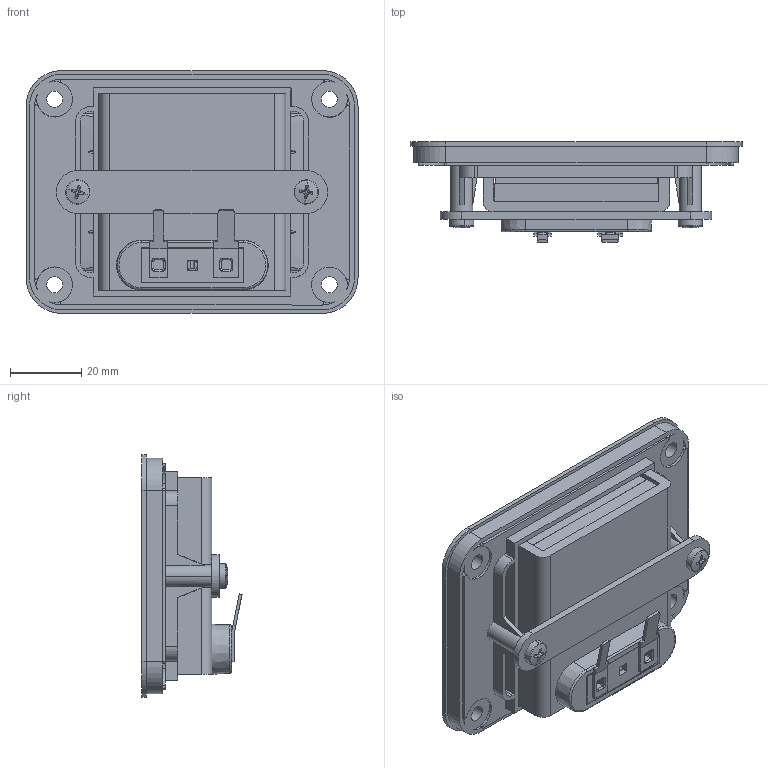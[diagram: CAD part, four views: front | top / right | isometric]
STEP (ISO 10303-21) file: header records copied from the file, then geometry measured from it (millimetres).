
FILE_DESCRIPTION (( 'STEP AP203' ), '1' );
FILE_NAME ('AMT2838-541A-3D.STEP', '2023-11-08T06:15:32', ( '' ), ( '' ), 'SwSTEP 2.0', 'SolidWorks 2020', '' );
FILE_SCHEMA (( 'CONFIG_CONTROL_DESIGN' ));
Length unit declared in the file: millimetre
Products named in the file (1): AMT2838-541A-3D
Bounding box: 93 x 28.06 x 68 mm (x, y, z)
Surface area: 36298.4 mm2 (no closed solid volume)
Topology: 0 solids, 33 shells, 425 faces, 1359 edges, 940 vertices
Faces by surface type: plane 201, cylinder 188, torus 24, cone 6, sphere 4, bspline 2
Entity records: 15642 total; most frequent: CARTESIAN_POINT 3670, DIRECTION 2557, ORIENTED_EDGE 2196, EDGE_CURVE 1359, VERTEX_POINT 940, AXIS2_PLACEMENT_3D 887, LINE 783, VECTOR 783
